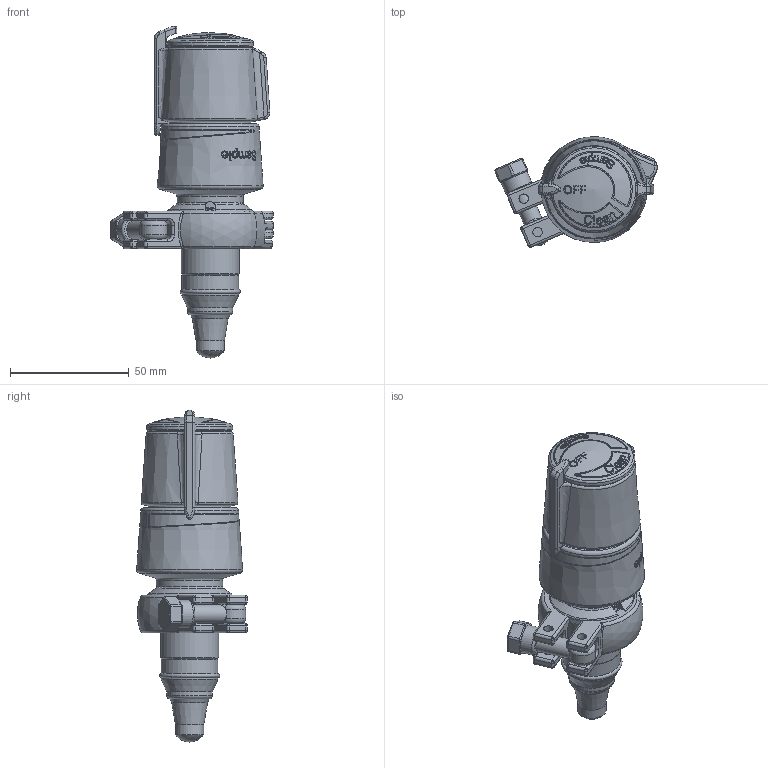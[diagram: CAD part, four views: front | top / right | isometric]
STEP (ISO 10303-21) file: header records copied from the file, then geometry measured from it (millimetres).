
FILE_DESCRIPTION(/* description */ (''),/* implementation_level */ '2;1');
FILE_NAME(/* name */ '890041.stp',/* time_stamp */ '2017-05-23T13:24:13+02:00',/* author */ ('sgs'),/* organization */ (''),/* preprocessor_version */ 'ST-DEVELOPER v16.5',/* originating_system */ 'Autodesk Inventor 2017',/* authorisation */ '');
FILE_SCHEMA (('AUTOMOTIVE_DESIGN { 1 0 10303 214 3 1 1 }'));
Length unit declared in the file: millimetre
Products named in the file (1): 890041
Bounding box: 68.66 x 46.68 x 140.08 mm (x, y, z)
Volume: 120696.7 mm3; surface area: 42678.3 mm2
Topology: 2 solids, 6 shells, 1562 faces, 4330 edges, 2787 vertices
Faces by surface type: plane 886, bspline 263, cylinder 178, sphere 82, torus 82, cone 71
Full cylindrical faces by diameter (mm): 4 x6, 4.2 x1, 4.3 x2, 7.8 x1, 7.95 x1, 8 x1, 8.1 x1, 9.95 x1, 10 x2, 11 x1, 12 x2, 19.25 x1, 19.8 x1, 24 x2, 24.5 x1, 24.8 x1, 25 x1, 25.2 x1, 25.4 x1, 28 x2, 29 x1, 33 x1, 44.67 x1
Entity records: 61852 total; most frequent: CARTESIAN_POINT 21660, ORIENTED_EDGE 8288, DIRECTION 8041, EDGE_CURVE 4140, AXIS2_PLACEMENT_3D 3321, VERTEX_POINT 2701, CIRCLE 1884, EDGE_LOOP 1711
